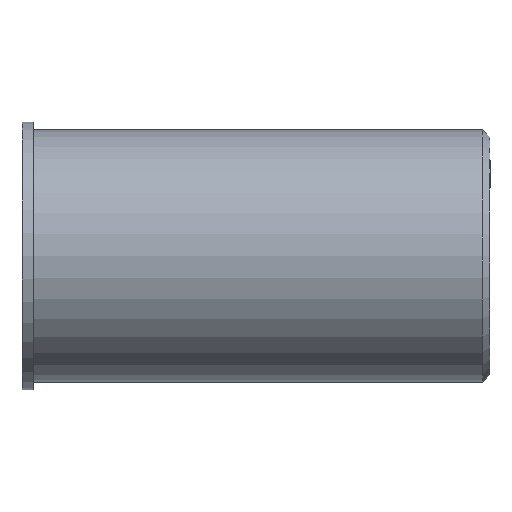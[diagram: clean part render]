
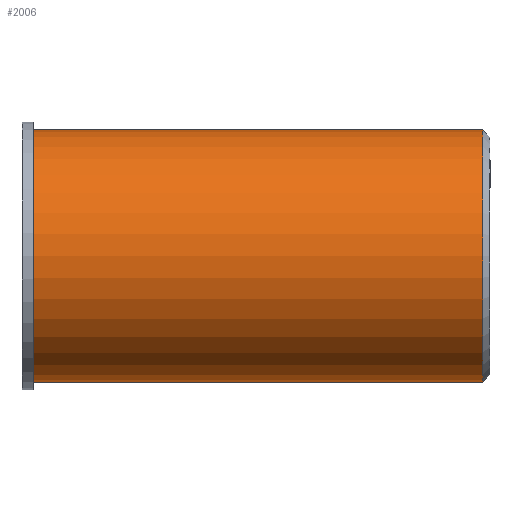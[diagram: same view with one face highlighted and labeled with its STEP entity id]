
A CAD part, top view. The second image highlights one B-rep face of the part: STEP entity #2006.
In plain terms, the highlighted cylindrical face has radius 4.318 mm (diameter 8.636 mm), a partial arc.
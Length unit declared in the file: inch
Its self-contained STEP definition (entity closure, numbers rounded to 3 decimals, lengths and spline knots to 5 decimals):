
#1900 = EDGE_CURVE ( 'NONE', #2003, #1909, #9072, .T. ) ;
#1901 = ORIENTED_EDGE ( 'NONE', *, *, #1900, .F. ) ;
#1909 = VERTEX_POINT ( 'NONE', #9087 ) ;
#1912 = ORIENTED_EDGE ( 'NONE', *, *, #1913, .F. ) ;
#1913 = EDGE_CURVE ( 'NONE', #1909, #2011, #9128, .T. ) ;
#2000 = VERTEX_POINT ( 'NONE', #9408 ) ;
#2002 = EDGE_CURVE ( 'NONE', #2003, #2000, #9407, .T. ) ;
#2003 = VERTEX_POINT ( 'NONE', #9402 ) ;
#2006 = ADVANCED_FACE ( 'NONE', ( #9396 ), #9435, .T. ) ;
#2007 = EDGE_LOOP ( 'NONE', ( #2008, #2009, #1912, #1901 ) ) ;
#2008 = ORIENTED_EDGE ( 'NONE', *, *, #2002, .T. ) ;
#2009 = ORIENTED_EDGE ( 'NONE', *, *, #2010, .T. ) ;
#2010 = EDGE_CURVE ( 'NONE', #2000, #2011, #9436, .T. ) ;
#2011 = VERTEX_POINT ( 'NONE', #9428 ) ;
#9064 = DIRECTION ( 'NONE',  ( -1., 0., 0. ) ) ;
#9065 = VECTOR ( 'NONE', #9064, 39.37008 ) ;
#9066 = CARTESIAN_POINT ( 'NONE',  ( 0., -0.17, 0. ) ) ;
#9072 = LINE ( 'NONE', #9066, #9065 ) ;
#9086 = CARTESIAN_POINT ( 'NONE',  ( 0.015, 0., 0. ) ) ;
#9087 = CARTESIAN_POINT ( 'NONE',  ( 0.015, -0.17, 0. ) ) ;
#9125 = DIRECTION ( 'NONE',  ( 0., -1., 0. ) ) ;
#9126 = DIRECTION ( 'NONE',  ( -1., 0., 0. ) ) ;
#9127 = AXIS2_PLACEMENT_3D ( 'NONE', #9086, #9126, #9125 ) ;
#9128 = CIRCLE ( 'NONE', #9127, 0.17 ) ;
#9396 = FACE_OUTER_BOUND ( 'NONE', #2007, .T. ) ;
#9402 = CARTESIAN_POINT ( 'NONE',  ( 0.62, -0.17, 0. ) ) ;
#9403 = DIRECTION ( 'NONE',  ( 0., -1., 0. ) ) ;
#9404 = DIRECTION ( 'NONE',  ( -1., 0., 0. ) ) ;
#9405 = CARTESIAN_POINT ( 'NONE',  ( 0.62, 0., 0. ) ) ;
#9406 = AXIS2_PLACEMENT_3D ( 'NONE', #9405, #9404, #9403 ) ;
#9407 = CIRCLE ( 'NONE', #9406, 0.17 ) ;
#9408 = CARTESIAN_POINT ( 'NONE',  ( 0.62, 0.17, 0. ) ) ;
#9428 = CARTESIAN_POINT ( 'NONE',  ( 0.015, 0.17, 0. ) ) ;
#9429 = DIRECTION ( 'NONE',  ( -1., 0., 0. ) ) ;
#9430 = VECTOR ( 'NONE', #9429, 39.37008 ) ;
#9431 = CARTESIAN_POINT ( 'NONE',  ( 0., 0.17, 0. ) ) ;
#9432 = DIRECTION ( 'NONE',  ( 0., -1., 0. ) ) ;
#9433 = DIRECTION ( 'NONE',  ( -1., 0., 0. ) ) ;
#9434 = AXIS2_PLACEMENT_3D ( 'NONE', #9437, #9433, #9432 ) ;
#9435 = CYLINDRICAL_SURFACE ( 'NONE', #9434, 0.17 ) ;
#9436 = LINE ( 'NONE', #9431, #9430 ) ;
#9437 = CARTESIAN_POINT ( 'NONE',  ( 0., 0., 0. ) ) ;
